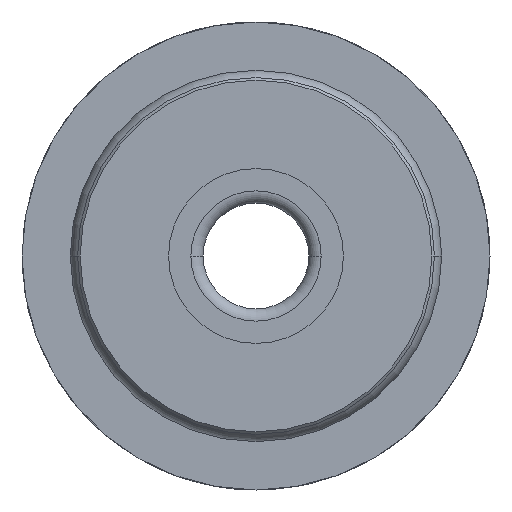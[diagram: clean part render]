
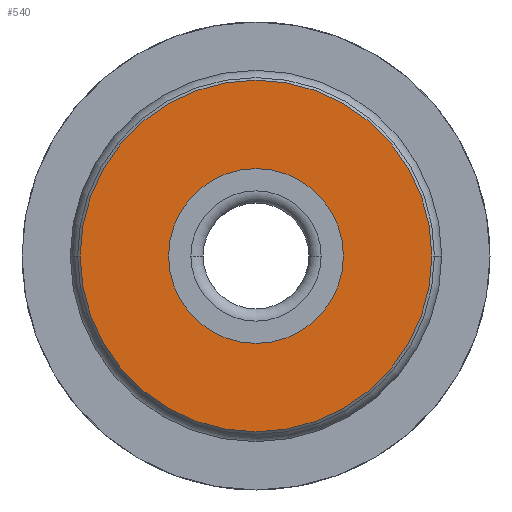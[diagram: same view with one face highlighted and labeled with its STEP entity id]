
A CAD part, front view. The second image highlights one B-rep face of the part: STEP entity #540.
In plain terms, the highlighted planar face has unit normal (0, -1, 0).
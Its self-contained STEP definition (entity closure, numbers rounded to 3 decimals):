
#47=CARTESIAN_POINT('',(1342.608,52.8,-1335.737));
#48=DIRECTION('',(0.,-1.,0.));
#49=DIRECTION('',(1.,0.,0.));
#50=AXIS2_PLACEMENT_3D('',#47,#48,#49);
#52=CARTESIAN_POINT('',(1342.608,52.8,-1335.737));
#53=DIRECTION('',(0.,-1.,0.));
#54=DIRECTION('',(-1.,0.,0.));
#55=AXIS2_PLACEMENT_3D('',#52,#53,#54);
#57=CARTESIAN_POINT('',(1342.608,52.8,-1335.737));
#58=DIRECTION('',(0.,-1.,0.));
#59=DIRECTION('',(1.,0.,0.));
#60=AXIS2_PLACEMENT_3D('',#57,#58,#59);
#62=CARTESIAN_POINT('',(1342.608,52.8,-1335.737));
#63=DIRECTION('',(0.,-1.,0.));
#64=DIRECTION('',(-1.,0.,0.));
#65=AXIS2_PLACEMENT_3D('',#62,#63,#64);
#391=CARTESIAN_POINT('',(1485.738,52.8,-1335.737));
#392=CARTESIAN_POINT('',(1199.478,52.8,-1335.737));
#393=VERTEX_POINT('',#391);
#394=VERTEX_POINT('',#392);
#407=CARTESIAN_POINT('',(1413.728,52.8,-1335.737));
#408=CARTESIAN_POINT('',(1271.488,52.8,-1335.737));
#409=VERTEX_POINT('',#407);
#410=VERTEX_POINT('',#408);
#525=CARTESIAN_POINT('',(0.,52.8,
0.));
#526=DIRECTION('',(0.,-1.,0.));
#527=DIRECTION('',(1.,0.,0.));
#528=AXIS2_PLACEMENT_3D('',#525,#526,#527);
#529=PLANE('',#528);
#530=ORIENTED_EDGE('',*,*,#519,.F.);
#531=ORIENTED_EDGE('',*,*,#448,.F.);
#532=EDGE_LOOP('',(#530,#531));
#533=FACE_OUTER_BOUND('',#532,.F.);
#535=ORIENTED_EDGE('',*,*,#534,.T.);
#537=ORIENTED_EDGE('',*,*,#536,.T.);
#538=EDGE_LOOP('',(#535,#537));
#539=FACE_BOUND('',#538,.F.);
#540=ADVANCED_FACE('',(#533,#539),#529,.T.);
#51=CIRCLE('',#50,143.13);
#56=CIRCLE('',#55,143.13);
#61=CIRCLE('',#60,71.12);
#66=CIRCLE('',#65,71.12);
#448=EDGE_CURVE('',#394,#393,#56,.T.);
#519=EDGE_CURVE('',#393,#394,#51,.T.);
#534=EDGE_CURVE('',#409,#410,#61,.T.);
#536=EDGE_CURVE('',#410,#409,#66,.T.);
